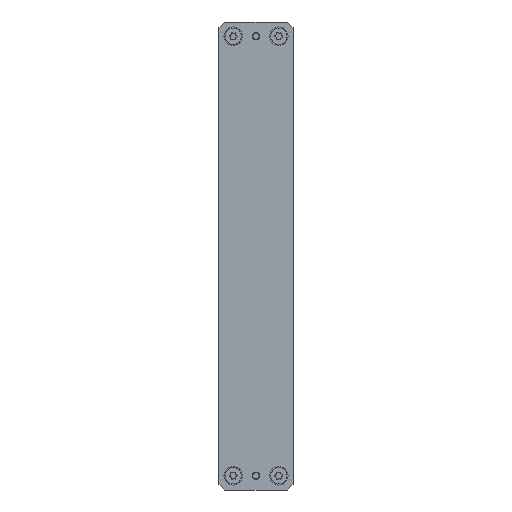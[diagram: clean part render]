
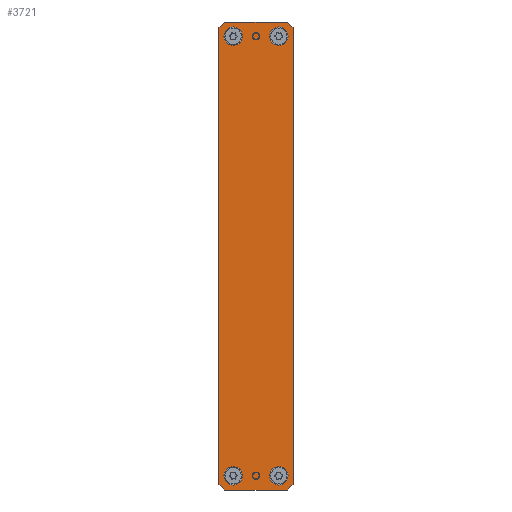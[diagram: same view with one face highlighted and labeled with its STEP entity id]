
A CAD part, left-side view. The second image highlights one B-rep face of the part: STEP entity #3721.
In plain terms, the highlighted face is planar.
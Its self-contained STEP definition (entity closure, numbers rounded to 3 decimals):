
#30 = CIRCLE ( 'NONE', #1484, 3.25 ) ;
#85 = LINE ( 'NONE', #3351, #7571 ) ;
#259 = ORIENTED_EDGE ( 'NONE', *, *, #6147, .F. ) ;
#689 = AXIS2_PLACEMENT_3D ( 'NONE', #4103, #3240, #2379 ) ;
#721 = CARTESIAN_POINT ( 'NONE',  ( -80., 0., -13. ) ) ;
#725 = EDGE_CURVE ( 'NONE', #4182, #5175, #9887, .T. ) ;
#902 = DIRECTION ( 'NONE',  ( 0., 0., 1. ) ) ;
#1156 = CIRCLE ( 'NONE', #2603, 3.25 ) ;
#1239 = CARTESIAN_POINT ( 'NONE',  ( -80., 0., 13. ) ) ;
#1326 = EDGE_CURVE ( 'NONE', #5952, #6576, #1156, .T. ) ;
#1450 = CARTESIAN_POINT ( 'NONE',  ( -82., 0., 11. ) ) ;
#1484 = AXIS2_PLACEMENT_3D ( 'NONE', #8320, #4686, #3838 ) ;
#1486 = ORIENTED_EDGE ( 'NONE', *, *, #8895, .F. ) ;
#1556 = CARTESIAN_POINT ( 'NONE',  ( 82., 0., 11. ) ) ;
#1559 = DIRECTION ( 'NONE',  ( 0., -1., 0. ) ) ;
#1690 = EDGE_CURVE ( 'NONE', #2540, #4355, #8756, .T. ) ;
#1780 = CARTESIAN_POINT ( 'NONE',  ( 77., 0., 8. ) ) ;
#1781 = EDGE_CURVE ( 'NONE', #6576, #5952, #4327, .T. ) ;
#1802 = LINE ( 'NONE', #9551, #3593 ) ;
#1830 = DIRECTION ( 'NONE',  ( 0., 0., -1. ) ) ;
#1887 = ORIENTED_EDGE ( 'NONE', *, *, #7244, .T. ) ;
#1889 = FACE_BOUND ( 'NONE', #6056, .T. ) ;
#1924 = EDGE_CURVE ( 'NONE', #5782, #10839, #1802, .T. ) ;
#2054 = VECTOR ( 'NONE', #8437, 1000. ) ;
#2060 = CIRCLE ( 'NONE', #4998, 3.25 ) ;
#2244 = VECTOR ( 'NONE', #10292, 1000. ) ;
#2281 = CIRCLE ( 'NONE', #11272, 3.25 ) ;
#2379 = DIRECTION ( 'NONE',  ( 0., 0., -1. ) ) ;
#2486 = CARTESIAN_POINT ( 'NONE',  ( 82., 0., 13. ) ) ;
#2491 = DIRECTION ( 'NONE',  ( 0., -1., 0. ) ) ;
#2540 = VERTEX_POINT ( 'NONE', #8066 ) ;
#2603 = AXIS2_PLACEMENT_3D ( 'NONE', #6860, #8651, #7795 ) ;
#2642 = LINE ( 'NONE', #8630, #5340 ) ;
#2671 = VERTEX_POINT ( 'NONE', #5350 ) ;
#2675 = PLANE ( 'NONE',  #8773 ) ;
#3058 = DIRECTION ( 'NONE',  ( -1., 0., 0. ) ) ;
#3240 = DIRECTION ( 'NONE',  ( 0., -1., 0. ) ) ;
#3351 = CARTESIAN_POINT ( 'NONE',  ( -46.5, 0., 46.5 ) ) ;
#3593 = VECTOR ( 'NONE', #902, 1000. ) ;
#3721 = ADVANCED_FACE ( 'NONE', ( #4569, #8777, #1889, #9856, #5471 ), #2675, .T. ) ;
#3725 = DIRECTION ( 'NONE',  ( 0., 0., -1. ) ) ;
#3838 = DIRECTION ( 'NONE',  ( 0., 0., -1. ) ) ;
#3941 = ORIENTED_EDGE ( 'NONE', *, *, #725, .F. ) ;
#3952 = CARTESIAN_POINT ( 'NONE',  ( 82., 0., -11. ) ) ;
#3976 = CARTESIAN_POINT ( 'NONE',  ( 77., 0., -4.75 ) ) ;
#4103 = CARTESIAN_POINT ( 'NONE',  ( 77., 0., -8. ) ) ;
#4162 = DIRECTION ( 'NONE',  ( 0., 0., -1. ) ) ;
#4182 = VERTEX_POINT ( 'NONE', #10687 ) ;
#4242 = CARTESIAN_POINT ( 'NONE',  ( 77., 0., 11.25 ) ) ;
#4327 = CIRCLE ( 'NONE', #689, 3.25 ) ;
#4355 = VERTEX_POINT ( 'NONE', #7663 ) ;
#4371 = CARTESIAN_POINT ( 'NONE',  ( 77., 0., -11.25 ) ) ;
#4421 = CARTESIAN_POINT ( 'NONE',  ( -46.5, 0., -46.5 ) ) ;
#4569 = FACE_BOUND ( 'NONE', #7063, .T. ) ;
#4686 = DIRECTION ( 'NONE',  ( 0., -1., 0. ) ) ;
#4769 = CARTESIAN_POINT ( 'NONE',  ( 80., 0., -13. ) ) ;
#4920 = LINE ( 'NONE', #9121, #2054 ) ;
#4955 = VERTEX_POINT ( 'NONE', #4242 ) ;
#4998 = AXIS2_PLACEMENT_3D ( 'NONE', #5229, #2491, #7007 ) ;
#5056 = LINE ( 'NONE', #10168, #6085 ) ;
#5175 = VERTEX_POINT ( 'NONE', #7387 ) ;
#5219 = EDGE_CURVE ( 'NONE', #5175, #4182, #30, .T. ) ;
#5229 = CARTESIAN_POINT ( 'NONE',  ( 77., 0., 8. ) ) ;
#5264 = DIRECTION ( 'NONE',  ( 0., -1., 0. ) ) ;
#5278 = DIRECTION ( 'NONE',  ( 1., 0., 0. ) ) ;
#5340 = VECTOR ( 'NONE', #5278, 1000. ) ;
#5350 = CARTESIAN_POINT ( 'NONE',  ( 80., 0., 13. ) ) ;
#5365 = CARTESIAN_POINT ( 'NONE',  ( 0., 0., 0. ) ) ;
#5471 = FACE_OUTER_BOUND ( 'NONE', #6427, .T. ) ;
#5733 = ORIENTED_EDGE ( 'NONE', *, *, #1690, .F. ) ;
#5742 = DIRECTION ( 'NONE',  ( 0., -1., 0. ) ) ;
#5782 = VERTEX_POINT ( 'NONE', #9711 ) ;
#5858 = CARTESIAN_POINT ( 'NONE',  ( -77., 0., -8. ) ) ;
#5872 = EDGE_LOOP ( 'NONE', ( #3941, #9026 ) ) ;
#5952 = VERTEX_POINT ( 'NONE', #3976 ) ;
#6056 = EDGE_LOOP ( 'NONE', ( #6606, #5733 ) ) ;
#6085 = VECTOR ( 'NONE', #3058, 1000. ) ;
#6147 = EDGE_CURVE ( 'NONE', #4955, #9589, #10443, .T. ) ;
#6375 = VERTEX_POINT ( 'NONE', #4769 ) ;
#6427 = EDGE_LOOP ( 'NONE', ( #8830, #9545, #9209, #7191, #1486, #1887, #6558, #7607 ) ) ;
#6505 = AXIS2_PLACEMENT_3D ( 'NONE', #10068, #5742, #8532 ) ;
#6509 = EDGE_CURVE ( 'NONE', #5782, #10563, #7715, .T. ) ;
#6558 = ORIENTED_EDGE ( 'NONE', *, *, #7846, .F. ) ;
#6576 = VERTEX_POINT ( 'NONE', #4371 ) ;
#6606 = ORIENTED_EDGE ( 'NONE', *, *, #11132, .F. ) ;
#6845 = DIRECTION ( 'NONE',  ( -0.707, 0., -0.707 ) ) ;
#6858 = LINE ( 'NONE', #2486, #10892 ) ;
#6860 = CARTESIAN_POINT ( 'NONE',  ( 77., 0., -8. ) ) ;
#7007 = DIRECTION ( 'NONE',  ( 0., 0., -1. ) ) ;
#7063 = EDGE_LOOP ( 'NONE', ( #9325, #259 ) ) ;
#7139 = AXIS2_PLACEMENT_3D ( 'NONE', #1780, #5264, #3725 ) ;
#7155 = VECTOR ( 'NONE', #7775, 1000. ) ;
#7191 = ORIENTED_EDGE ( 'NONE', *, *, #7636, .T. ) ;
#7244 = EDGE_CURVE ( 'NONE', #9548, #2671, #4920, .T. ) ;
#7387 = CARTESIAN_POINT ( 'NONE',  ( -77., 0., 11.25 ) ) ;
#7571 = VECTOR ( 'NONE', #6845, 1000. ) ;
#7606 = LINE ( 'NONE', #9267, #2244 ) ;
#7607 = ORIENTED_EDGE ( 'NONE', *, *, #7814, .T. ) ;
#7636 = EDGE_CURVE ( 'NONE', #6375, #8311, #7606, .T. ) ;
#7663 = CARTESIAN_POINT ( 'NONE',  ( -77., 0., -11.25 ) ) ;
#7691 = DIRECTION ( 'NONE',  ( 0., 0., -1. ) ) ;
#7709 = EDGE_CURVE ( 'NONE', #9589, #4955, #2060, .T. ) ;
#7715 = LINE ( 'NONE', #4421, #7155 ) ;
#7775 = DIRECTION ( 'NONE',  ( 0.707, 0., -0.707 ) ) ;
#7795 = DIRECTION ( 'NONE',  ( 0., 0., -1. ) ) ;
#7814 = EDGE_CURVE ( 'NONE', #10022, #10839, #85, .T. ) ;
#7846 = EDGE_CURVE ( 'NONE', #10022, #2671, #2642, .T. ) ;
#8066 = CARTESIAN_POINT ( 'NONE',  ( -77., 0., -4.75 ) ) ;
#8311 = VERTEX_POINT ( 'NONE', #3952 ) ;
#8320 = CARTESIAN_POINT ( 'NONE',  ( -77., 0., 8. ) ) ;
#8437 = DIRECTION ( 'NONE',  ( -0.707, 0., 0.707 ) ) ;
#8532 = DIRECTION ( 'NONE',  ( 0., 0., -1. ) ) ;
#8630 = CARTESIAN_POINT ( 'NONE',  ( -82., 0., 13. ) ) ;
#8651 = DIRECTION ( 'NONE',  ( 0., -1., 0. ) ) ;
#8756 = CIRCLE ( 'NONE', #6505, 3.25 ) ;
#8773 = AXIS2_PLACEMENT_3D ( 'NONE', #5365, #8892, #1830 ) ;
#8777 = FACE_BOUND ( 'NONE', #9170, .T. ) ;
#8830 = ORIENTED_EDGE ( 'NONE', *, *, #1924, .F. ) ;
#8892 = DIRECTION ( 'NONE',  ( 0., -1., 0. ) ) ;
#8895 = EDGE_CURVE ( 'NONE', #9548, #8311, #6858, .T. ) ;
#9026 = ORIENTED_EDGE ( 'NONE', *, *, #5219, .F. ) ;
#9121 = CARTESIAN_POINT ( 'NONE',  ( 46.5, 0., 46.5 ) ) ;
#9170 = EDGE_LOOP ( 'NONE', ( #9406, #10535 ) ) ;
#9209 = ORIENTED_EDGE ( 'NONE', *, *, #10376, .F. ) ;
#9267 = CARTESIAN_POINT ( 'NONE',  ( 46.5, 0., -46.5 ) ) ;
#9325 = ORIENTED_EDGE ( 'NONE', *, *, #7709, .F. ) ;
#9387 = DIRECTION ( 'NONE',  ( 0., -1., 0. ) ) ;
#9406 = ORIENTED_EDGE ( 'NONE', *, *, #1781, .F. ) ;
#9451 = DIRECTION ( 'NONE',  ( 0., 0., -1. ) ) ;
#9545 = ORIENTED_EDGE ( 'NONE', *, *, #6509, .T. ) ;
#9548 = VERTEX_POINT ( 'NONE', #1556 ) ;
#9551 = CARTESIAN_POINT ( 'NONE',  ( -82., 0., 13. ) ) ;
#9589 = VERTEX_POINT ( 'NONE', #10534 ) ;
#9711 = CARTESIAN_POINT ( 'NONE',  ( -82., 0., -11. ) ) ;
#9856 = FACE_BOUND ( 'NONE', #5872, .T. ) ;
#9887 = CIRCLE ( 'NONE', #10809, 3.25 ) ;
#10022 = VERTEX_POINT ( 'NONE', #1239 ) ;
#10068 = CARTESIAN_POINT ( 'NONE',  ( -77., 0., -8. ) ) ;
#10168 = CARTESIAN_POINT ( 'NONE',  ( -82., 0., -13. ) ) ;
#10292 = DIRECTION ( 'NONE',  ( 0.707, 0., 0.707 ) ) ;
#10376 = EDGE_CURVE ( 'NONE', #6375, #10563, #5056, .T. ) ;
#10443 = CIRCLE ( 'NONE', #7139, 3.25 ) ;
#10534 = CARTESIAN_POINT ( 'NONE',  ( 77., 0., 4.75 ) ) ;
#10535 = ORIENTED_EDGE ( 'NONE', *, *, #1326, .F. ) ;
#10563 = VERTEX_POINT ( 'NONE', #721 ) ;
#10687 = CARTESIAN_POINT ( 'NONE',  ( -77., 0., 4.75 ) ) ;
#10809 = AXIS2_PLACEMENT_3D ( 'NONE', #10841, #1559, #7691 ) ;
#10839 = VERTEX_POINT ( 'NONE', #1450 ) ;
#10841 = CARTESIAN_POINT ( 'NONE',  ( -77., 0., 8. ) ) ;
#10892 = VECTOR ( 'NONE', #9451, 1000. ) ;
#11132 = EDGE_CURVE ( 'NONE', #4355, #2540, #2281, .T. ) ;
#11272 = AXIS2_PLACEMENT_3D ( 'NONE', #5858, #9387, #4162 ) ;
